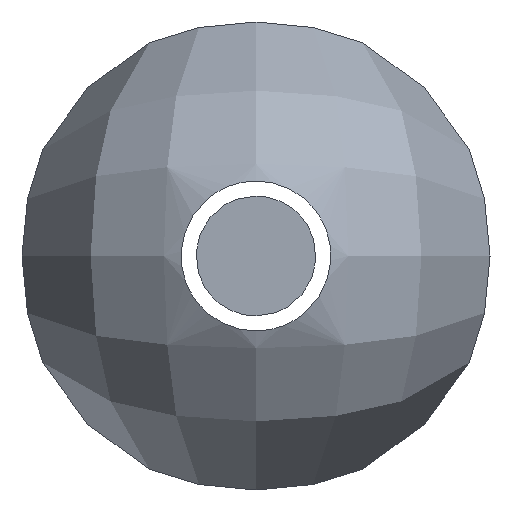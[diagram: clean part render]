
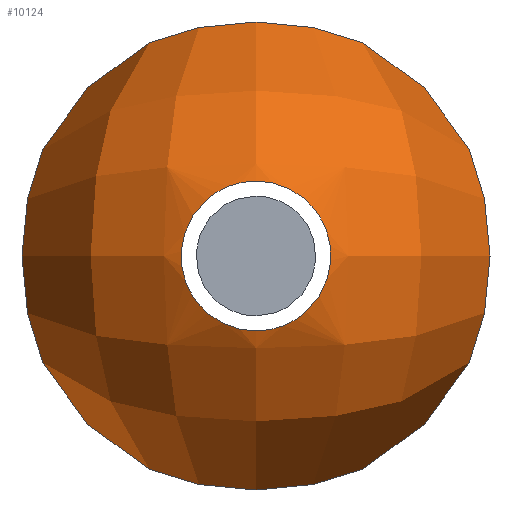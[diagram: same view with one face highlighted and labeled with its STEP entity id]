
A CAD part, left-side view. The second image highlights one B-rep face of the part: STEP entity #10124.
In plain terms, the highlighted free-form (B-spline) face has degree [2, 2] with [6, 6] control points.
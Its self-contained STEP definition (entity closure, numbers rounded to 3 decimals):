
#9904=CARTESIAN_POINT('',(-186.02,0.499,0.031));
#9905=VERTEX_POINT('',#9904);
#9906=CARTESIAN_POINT('',(-186.02,0.0,-0.5));
#9907=VERTEX_POINT('',#9906);
#9908=CARTESIAN_POINT('',(-186.02,0.499,0.031));
#9909=CARTESIAN_POINT('',(-186.02,0.5,0.015));
#9910=CARTESIAN_POINT('',(-186.02,0.5,0.0));
#9911=CARTESIAN_POINT('',(-186.02,0.5,-0.5));
#9912=CARTESIAN_POINT('',(-186.02,0.0,-0.5));
#9920=(BOUNDED_CURVE()B_SPLINE_CURVE(2,(#9908,#9909,#9910,#9911,#9912),.UNSPECIFIED.,.F.,.U.)B_SPLINE_CURVE_WITH_KNOTS((3,2,3),(0.239,0.25,0.5),.UNSPECIFIED.)CURVE()GEOMETRIC_REPRESENTATION_ITEM()RATIONAL_B_SPLINE_CURVE((0.976,0.988,1.0,0.707,1.0))REPRESENTATION_ITEM(''));
#9921=EDGE_CURVE('',#9905,#9907,#9920,.T.);
#9923=CARTESIAN_POINT('',(-186.02,-0.499,-0.031));
#9924=VERTEX_POINT('',#9923);
#9925=CARTESIAN_POINT('',(-186.02,0.0,-0.5));
#9926=CARTESIAN_POINT('',(-186.02,-0.47,-0.5));
#9927=CARTESIAN_POINT('',(-186.02,-0.499,-0.031));
#9935=(BOUNDED_CURVE()B_SPLINE_CURVE(2,(#9925,#9926,#9927),.UNSPECIFIED.,.F.,.U.)B_SPLINE_CURVE_WITH_KNOTS((3,3),(0.5,0.739),.UNSPECIFIED.)CURVE()GEOMETRIC_REPRESENTATION_ITEM()RATIONAL_B_SPLINE_CURVE((1.0,0.72,0.976))REPRESENTATION_ITEM(''));
#9936=EDGE_CURVE('',#9907,#9924,#9935,.T.);
#9938=CARTESIAN_POINT('',(-182.98,-0.499,-0.031));
#9939=VERTEX_POINT('',#9938);
#9945=CARTESIAN_POINT('',(-182.98,0.0,-0.5));
#9946=VERTEX_POINT('',#9945);
#9947=CARTESIAN_POINT('',(-182.98,0.0,-0.5));
#9948=CARTESIAN_POINT('',(-182.98,-0.47,-0.5));
#9949=CARTESIAN_POINT('',(-182.98,-0.499,-0.031));
#9957=(BOUNDED_CURVE()B_SPLINE_CURVE(2,(#9947,#9948,#9949),.UNSPECIFIED.,.F.,.U.)B_SPLINE_CURVE_WITH_KNOTS((3,3),(0.5,0.739),.UNSPECIFIED.)CURVE()GEOMETRIC_REPRESENTATION_ITEM()RATIONAL_B_SPLINE_CURVE((1.0,0.72,0.976))REPRESENTATION_ITEM(''));
#9958=EDGE_CURVE('',#9946,#9939,#9957,.T.);
#9960=CARTESIAN_POINT('',(-182.98,0.499,0.031));
#9961=VERTEX_POINT('',#9960);
#9962=CARTESIAN_POINT('',(-182.98,0.499,0.031));
#9963=CARTESIAN_POINT('',(-182.98,0.5,0.015));
#9964=CARTESIAN_POINT('',(-182.98,0.5,0.0));
#9965=CARTESIAN_POINT('',(-182.98,0.5,-0.5));
#9966=CARTESIAN_POINT('',(-182.98,0.0,-0.5));
#9974=(BOUNDED_CURVE()B_SPLINE_CURVE(2,(#9962,#9963,#9964,#9965,#9966),.UNSPECIFIED.,.F.,.U.)B_SPLINE_CURVE_WITH_KNOTS((3,2,3),(0.239,0.25,0.5),.UNSPECIFIED.)CURVE()GEOMETRIC_REPRESENTATION_ITEM()RATIONAL_B_SPLINE_CURVE((0.976,0.988,1.0,0.707,1.0))REPRESENTATION_ITEM(''));
#9975=EDGE_CURVE('',#9961,#9946,#9974,.T.);
#10003=CARTESIAN_POINT('',(-186.02,0.0,0.5));
#10004=VERTEX_POINT('',#10003);
#10005=CARTESIAN_POINT('',(-186.02,0.0,0.5));
#10006=CARTESIAN_POINT('',(-186.02,0.47,0.5));
#10007=CARTESIAN_POINT('',(-186.02,0.499,0.031));
#10015=(BOUNDED_CURVE()B_SPLINE_CURVE(2,(#10005,#10006,#10007),.UNSPECIFIED.,.F.,.U.)B_SPLINE_CURVE_WITH_KNOTS((3,3),(0.0,0.239),.UNSPECIFIED.)CURVE()GEOMETRIC_REPRESENTATION_ITEM()RATIONAL_B_SPLINE_CURVE((1.0,0.72,0.976))REPRESENTATION_ITEM(''));
#10016=EDGE_CURVE('',#10004,#9905,#10015,.T.);
#10019=CARTESIAN_POINT('',(-182.98,0.0,0.5));
#10020=VERTEX_POINT('',#10019);
#10021=CARTESIAN_POINT('',(-182.98,0.0,0.5));
#10022=CARTESIAN_POINT('',(-182.98,0.47,0.5));
#10023=CARTESIAN_POINT('',(-182.98,0.499,0.031));
#10031=(BOUNDED_CURVE()B_SPLINE_CURVE(2,(#10021,#10022,#10023),.UNSPECIFIED.,.F.,.U.)B_SPLINE_CURVE_WITH_KNOTS((3,3),(0.0,0.239),.UNSPECIFIED.)CURVE()GEOMETRIC_REPRESENTATION_ITEM()RATIONAL_B_SPLINE_CURVE((1.0,0.72,0.976))REPRESENTATION_ITEM(''));
#10032=EDGE_CURVE('',#10020,#9961,#10031,.T.);
#10034=CARTESIAN_POINT('',(-182.98,-0.499,-0.031));
#10035=CARTESIAN_POINT('',(-182.98,-0.5,-0.015));
#10036=CARTESIAN_POINT('',(-182.98,-0.5,0.0));
#10037=CARTESIAN_POINT('',(-182.98,-0.5,0.5));
#10038=CARTESIAN_POINT('',(-182.98,0.0,0.5));
#10046=(BOUNDED_CURVE()B_SPLINE_CURVE(2,(#10034,#10035,#10036,#10037,#10038),.UNSPECIFIED.,.F.,.U.)B_SPLINE_CURVE_WITH_KNOTS((3,2,3),(0.739,0.75,1.0),.UNSPECIFIED.)CURVE()GEOMETRIC_REPRESENTATION_ITEM()RATIONAL_B_SPLINE_CURVE((0.976,0.988,1.0,0.707,1.0))REPRESENTATION_ITEM(''));
#10047=EDGE_CURVE('',#9939,#10020,#10046,.T.);
#10050=CARTESIAN_POINT('',(-186.02,-0.499,-0.031));
#10051=CARTESIAN_POINT('',(-186.02,-0.5,-0.015));
#10052=CARTESIAN_POINT('',(-186.02,-0.5,0.0));
#10053=CARTESIAN_POINT('',(-186.02,-0.5,0.5));
#10054=CARTESIAN_POINT('',(-186.02,0.0,0.5));
#10062=(BOUNDED_CURVE()B_SPLINE_CURVE(2,(#10050,#10051,#10052,#10053,#10054),.UNSPECIFIED.,.F.,.U.)B_SPLINE_CURVE_WITH_KNOTS((3,2,3),(0.739,0.75,1.0),.UNSPECIFIED.)CURVE()GEOMETRIC_REPRESENTATION_ITEM()RATIONAL_B_SPLINE_CURVE((0.976,0.988,1.0,0.707,1.0))REPRESENTATION_ITEM(''));
#10063=EDGE_CURVE('',#9924,#10004,#10062,.T.);
#10068=CARTESIAN_POINT('',(-182.939,-0.247,0.247));
#10069=CARTESIAN_POINT('',(-182.951,-0.246,0.328));
#10070=CARTESIAN_POINT('',(-182.976,-0.122,0.488));
#10071=CARTESIAN_POINT('',(-182.976,0.122,0.488));
#10072=CARTESIAN_POINT('',(-182.951,0.246,0.328));
#10073=CARTESIAN_POINT('',(-182.939,0.247,0.247));
#10074=CARTESIAN_POINT('',(-182.951,-0.328,0.246));
#10075=CARTESIAN_POINT('',(-182.976,-0.366,0.366));
#10076=CARTESIAN_POINT('',(-183.049,-0.238,0.715));
#10077=CARTESIAN_POINT('',(-183.049,0.238,0.715));
#10078=CARTESIAN_POINT('',(-182.976,0.366,0.366));
#10079=CARTESIAN_POINT('',(-182.951,0.328,0.246));
#10080=CARTESIAN_POINT('',(-182.976,-0.488,0.122));
#10081=CARTESIAN_POINT('',(-183.049,-0.715,0.238));
#10082=CARTESIAN_POINT('',(-186.1,-5.118,5.118));
#10083=CARTESIAN_POINT('',(-186.1,5.118,5.118));
#10084=CARTESIAN_POINT('',(-183.049,0.715,0.238));
#10085=CARTESIAN_POINT('',(-182.976,0.488,0.122));
#10086=CARTESIAN_POINT('',(-182.976,-0.488,-0.122));
#10087=CARTESIAN_POINT('',(-183.049,-0.715,-0.238));
#10088=CARTESIAN_POINT('',(-186.1,-5.118,-5.118));
#10089=CARTESIAN_POINT('',(-186.1,5.118,-5.118));
#10090=CARTESIAN_POINT('',(-183.049,0.715,-0.238));
#10091=CARTESIAN_POINT('',(-182.976,0.488,-0.122));
#10092=CARTESIAN_POINT('',(-182.951,-0.328,-0.246));
#10093=CARTESIAN_POINT('',(-182.976,-0.366,-0.366));
#10094=CARTESIAN_POINT('',(-183.049,-0.238,-0.715));
#10095=CARTESIAN_POINT('',(-183.049,0.238,-0.715));
#10096=CARTESIAN_POINT('',(-182.976,0.366,-0.366));
#10097=CARTESIAN_POINT('',(-182.951,0.328,-0.246));
#10098=CARTESIAN_POINT('',(-182.939,-0.247,-0.247));
#10099=CARTESIAN_POINT('',(-182.951,-0.246,-0.328));
#10100=CARTESIAN_POINT('',(-182.976,-0.122,-0.488));
#10101=CARTESIAN_POINT('',(-182.976,0.122,-0.488));
#10102=CARTESIAN_POINT('',(-182.951,0.246,-0.328));
#10103=CARTESIAN_POINT('',(-182.939,0.247,-0.247));
#10111=(BOUNDED_SURFACE()B_SPLINE_SURFACE(2,2,((#10068,#10074,#10080,#10086,#10092,#10098),(#10069,#10075,#10081,#10087,#10093,#10099),(#10070,#10076,#10082,#10088,#10094,#10100),(#10071,#10077,#10083,#10089,#10095,#10101),(#10072,#10078,#10084,#10090,#10096,#10102),(#10073,#10079,#10085,#10091,#10097,#10103)),.UNSPECIFIED.,.F.,.F.,.U.)GEOMETRIC_REPRESENTATION_ITEM()QUASI_UNIFORM_SURFACE()RATIONAL_B_SPLINE_SURFACE(((82.862,62.397,41.931,41.931,62.397,82.862),(62.397,41.931,21.466,21.466,41.931,62.397),(41.931,21.466,1.0,1.0,21.466,41.931),(41.931,21.466,1.0,1.0,21.466,41.931),(62.397,41.931,21.466,21.466,41.931,62.397),(82.862,62.397,41.931,41.931,62.397,82.862)))REPRESENTATION_ITEM('')SURFACE());
#10112=ORIENTED_EDGE('',*,*,#9936,.F.);
#10113=ORIENTED_EDGE('',*,*,#9921,.F.);
#10114=ORIENTED_EDGE('',*,*,#10016,.F.);
#10115=ORIENTED_EDGE('',*,*,#10063,.F.);
#10116=EDGE_LOOP('',(#10112,#10113,#10114,#10115));
#10117=FACE_OUTER_BOUND('',#10116,.T.);
#10118=ORIENTED_EDGE('',*,*,#9975,.T.);
#10119=ORIENTED_EDGE('',*,*,#9958,.T.);
#10120=ORIENTED_EDGE('',*,*,#10047,.T.);
#10121=ORIENTED_EDGE('',*,*,#10032,.T.);
#10122=EDGE_LOOP('',(#10118,#10119,#10120,#10121));
#10123=FACE_BOUND('',#10122,.T.);
#10124=ADVANCED_FACE('',(#10117,#10123),#10111,.T.);
